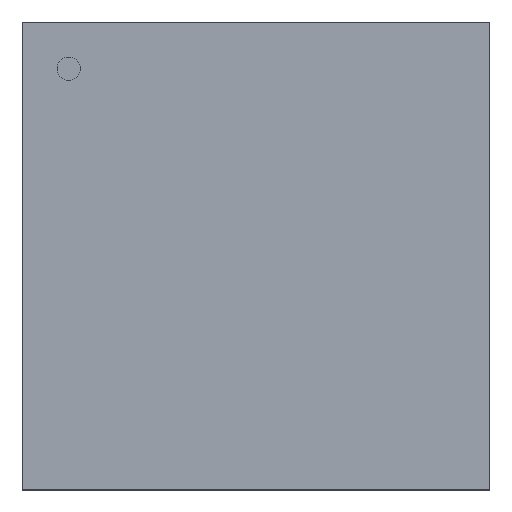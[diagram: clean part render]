
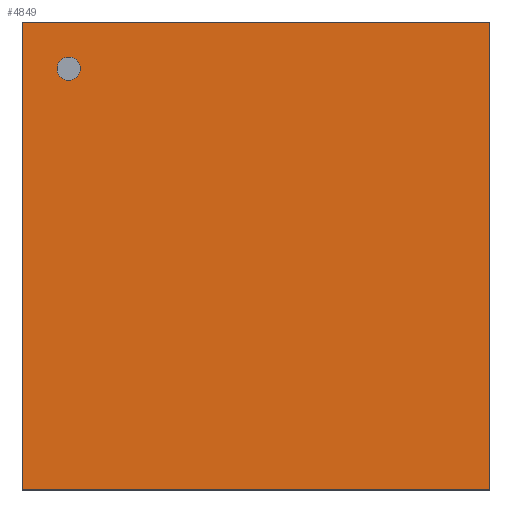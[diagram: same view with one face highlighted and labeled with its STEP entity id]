
A CAD part, top view. The second image highlights one B-rep face of the part: STEP entity #4849.
In plain terms, the highlighted planar face has unit normal (0, 0, 1).
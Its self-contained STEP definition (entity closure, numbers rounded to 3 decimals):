
#4625=CARTESIAN_POINT('',(11.506,-11.506,1.27));
#4624=VERTEX_POINT('',#4625);
#4635=CARTESIAN_POINT('',(-11.506,-11.506,1.27));
#4634=VERTEX_POINT('',#4635);
#4633=EDGE_CURVE('',#4634,#4624,#4638,.T.);
#4638=LINE('',#4635,#4640);
#4640=VECTOR('',#4641,23.012);
#4641=DIRECTION('',(1.0,0.0,0.0));
#4674=CARTESIAN_POINT('',(11.506,11.506,1.27));
#4673=VERTEX_POINT('',#4674);
#4682=EDGE_CURVE('',#4624,#4673,#4687,.T.);
#4687=LINE('',#4625,#4689);
#4689=VECTOR('',#4690,23.012);
#4690=DIRECTION('',(0.0,1.0,0.0));
#4723=CARTESIAN_POINT('',(-11.506,11.506,1.27));
#4722=VERTEX_POINT('',#4723);
#4731=EDGE_CURVE('',#4673,#4722,#4736,.T.);
#4736=LINE('',#4674,#4738);
#4738=VECTOR('',#4739,23.012);
#4739=DIRECTION('',(-1.0,0.0,0.0));
#4780=EDGE_CURVE('',#4722,#4634,#4785,.T.);
#4785=LINE('',#4723,#4787);
#4787=VECTOR('',#4788,23.012);
#4788=DIRECTION('',(0.0,-1.0,0.0));
#4849=ADVANCED_FACE('',(#4855),#4850,.T.);
#4850=PLANE('',#4851);
#4851=AXIS2_PLACEMENT_3D('',#4852,#4853,#4854);
#4852=CARTESIAN_POINT('',(-11.506,-11.506,1.27));
#4853=DIRECTION('',(0.0,0.0,1.0));
#4854=DIRECTION('',(0.,1.,0.));
#4855=FACE_OUTER_BOUND('',#4856,.T.);
#4856=EDGE_LOOP('',(#4857,#4867,#4877,#4887));
#4857=ORIENTED_EDGE('',*,*,#4633,.T.);
#4867=ORIENTED_EDGE('',*,*,#4682,.T.);
#4877=ORIENTED_EDGE('',*,*,#4731,.T.);
#4887=ORIENTED_EDGE('',*,*,#4780,.T.);
